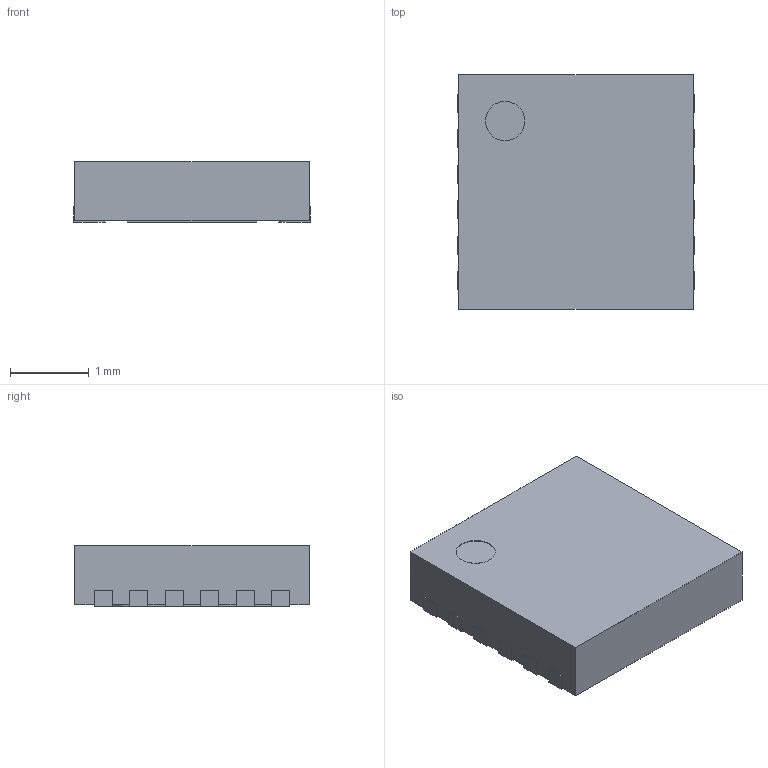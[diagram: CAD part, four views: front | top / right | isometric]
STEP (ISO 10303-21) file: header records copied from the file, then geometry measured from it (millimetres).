
FILE_DESCRIPTION(/* description */ ('model of DFN-12-1EP_3x3mm_Pitch0.45mm'),/* implementation_level */ '2;1');
FILE_NAME(/* name */ 'DFN-12-1EP_3x3mm_Pitch0.45mm.step',/* time_stamp */ '2017-03-23T11:17:49',/* author */ ('kicad StepUp','ksu'),/* organization */ ('FreeCAD'),/* preprocessor_version */ 'OCC',/* originating_system */ 'kicad StepUp',/* authorisation */ '');
FILE_SCHEMA(('AUTOMOTIVE_DESIGN_CC2 { 1 2 10303 214 -1 1 5 4 }'));
Length unit declared in the file: millimetre
Products named in the file (1): DFN-12-1EP_3x3mm_Pitch0.45mm
Bounding box: 3 x 2.98 x 0.77 mm (x, y, z)
Volume: 6.8 mm3; surface area: 27.2 mm2
Topology: 1 solids, 1 shells, 86 faces, 246 edges, 164 vertices
Faces by surface type: plane 73, cylinder 13
Full cylindrical faces by diameter (mm): 0.5 x1
Entity records: 1997 total; most frequent: ORIENTED_EDGE 462, CARTESIAN_POINT 265, EDGE_CURVE 246, LINE 208, VERTEX_POINT 164, AXIS2_PLACEMENT_3D 112, FACE_BOUND 88, EDGE_LOOP 88
